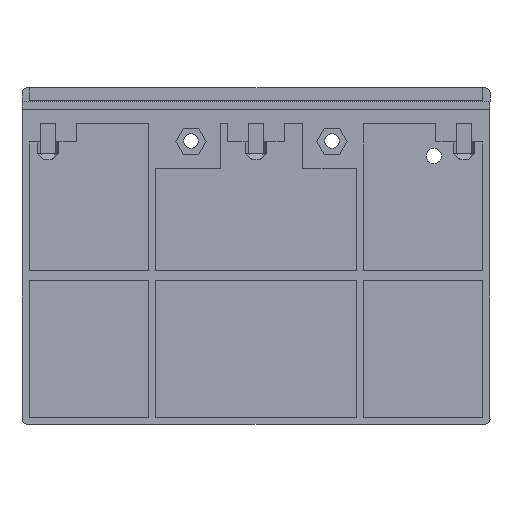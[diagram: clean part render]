
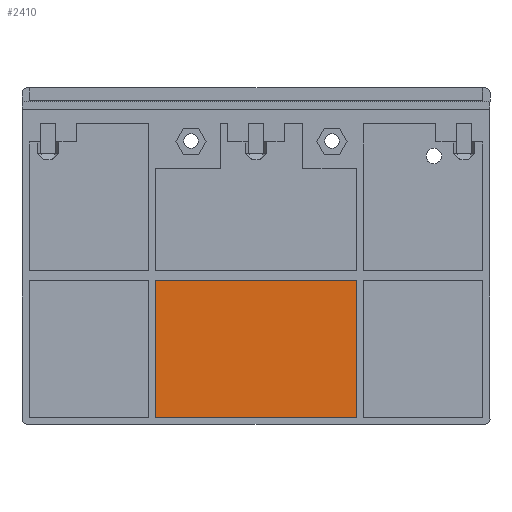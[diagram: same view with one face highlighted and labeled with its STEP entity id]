
A CAD part, left-side view. The second image highlights one B-rep face of the part: STEP entity #2410.
In plain terms, the highlighted planar face has unit normal (-1, 0, 0).
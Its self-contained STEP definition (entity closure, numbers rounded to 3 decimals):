
#109=FACE_OUTER_BOUND('',#244,.T.);
#244=EDGE_LOOP('',(#1708,#1709,#1710,#1711));
#431=LINE('',#3468,#751);
#432=LINE('',#3470,#752);
#433=LINE('',#3472,#753);
#434=LINE('',#3473,#754);
#751=VECTOR('',#2820,10.);
#752=VECTOR('',#2821,10.);
#753=VECTOR('',#2822,10.);
#754=VECTOR('',#2823,10.);
#1059=VERTEX_POINT('',#3466);
#1060=VERTEX_POINT('',#3467);
#1061=VERTEX_POINT('',#3469);
#1062=VERTEX_POINT('',#3471);
#1308=EDGE_CURVE('',#1059,#1060,#431,.T.);
#1309=EDGE_CURVE('',#1061,#1059,#432,.T.);
#1310=EDGE_CURVE('',#1062,#1061,#433,.T.);
#1311=EDGE_CURVE('',#1060,#1062,#434,.T.);
#1708=ORIENTED_EDGE('',*,*,#1308,.F.);
#1709=ORIENTED_EDGE('',*,*,#1309,.F.);
#1710=ORIENTED_EDGE('',*,*,#1310,.F.);
#1711=ORIENTED_EDGE('',*,*,#1311,.F.);
#2291=PLANE('',#2563);
#2410=ADVANCED_FACE('',(#109),#2291,.F.);
#2563=AXIS2_PLACEMENT_3D('',#3465,#2818,#2819);
#2818=DIRECTION('center_axis',(1.,0.,0.));
#2819=DIRECTION('ref_axis',(0.,0.,-1.));
#2820=DIRECTION('',(0.,0.,-1.));
#2821=DIRECTION('',(0.,-1.,0.));
#2822=DIRECTION('',(0.,0.,1.));
#2823=DIRECTION('',(0.,1.,0.));
#3465=CARTESIAN_POINT('Origin',(214.435,73.66,-52.814));
#3466=CARTESIAN_POINT('',(214.435,52.185,-38.129));
#3467=CARTESIAN_POINT('',(214.435,52.185,-67.5));
#3468=CARTESIAN_POINT('',(214.435,52.185,-67.5));
#3469=CARTESIAN_POINT('',(214.435,95.135,-38.129));
#3470=CARTESIAN_POINT('',(214.435,52.185,-38.129));
#3471=CARTESIAN_POINT('',(214.435,95.135,-67.5));
#3472=CARTESIAN_POINT('',(214.435,95.135,-38.129));
#3473=CARTESIAN_POINT('',(214.435,95.135,-67.5));
